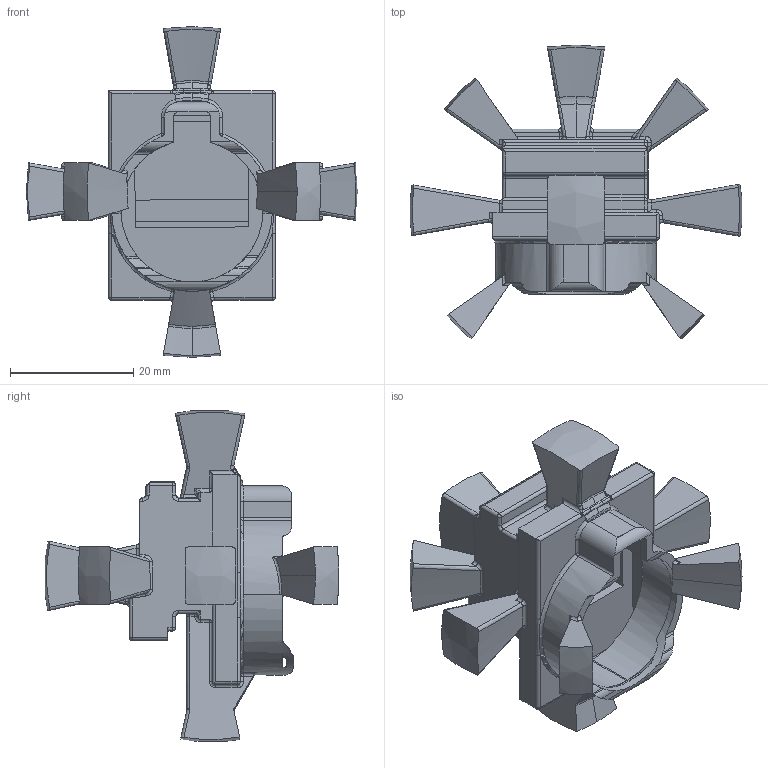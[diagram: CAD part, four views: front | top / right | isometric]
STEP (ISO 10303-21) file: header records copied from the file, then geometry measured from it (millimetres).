
FILE_DESCRIPTION (( 'STEP AP214' ), '1' );
FILE_NAME ('sensor case_prototype.STEP', '2025-10-13T19:28:08', ( '' ), ( '' ), 'SwSTEP 2.0', 'SolidWorks 2020', '' );
FILE_SCHEMA (( 'AUTOMOTIVE_DESIGN' ));
Length unit declared in the file: millimetre
Products named in the file (1): sensor case_prototype
Bounding box: 53.68 x 47.62 x 53.58 mm (x, y, z)
Volume: 10497.8 mm3; surface area: 10499.2 mm2
Topology: 1 solids, 1 shells, 538 faces, 1409 edges, 846 vertices
Faces by surface type: cylinder 186, bspline 122, plane 121, cone 43, sphere 41, torus 25
Entity records: 18901 total; most frequent: CARTESIAN_POINT 6982, ORIENTED_EDGE 2768, DIRECTION 2201, EDGE_CURVE 1384, AXIS2_PLACEMENT_3D 852, VERTEX_POINT 846, EDGE_LOOP 542, ADVANCED_FACE 538
